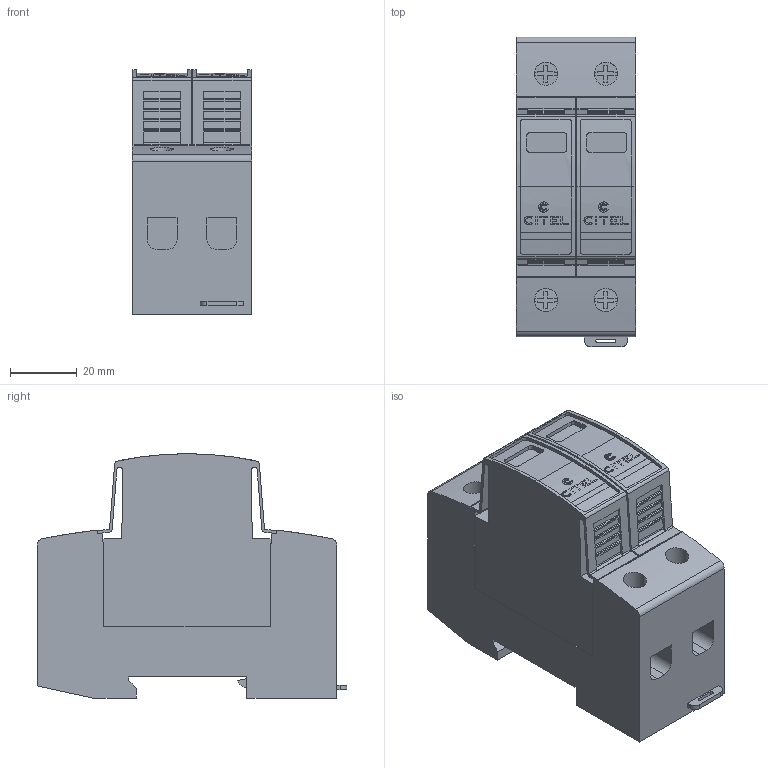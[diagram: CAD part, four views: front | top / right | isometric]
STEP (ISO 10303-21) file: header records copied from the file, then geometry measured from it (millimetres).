
FILE_DESCRIPTION(('STEP AP242'),'1');
FILE_NAME('dac50vg-11-275.stp','2021-11-08T13:06:03',('TraceParts'),('TraceParts S.A.'),'Spatial InterOp 3D',' ',' ');
FILE_SCHEMA(('AP242_MANAGED_MODEL_BASED_3D_ENGINEERING_MIM_LF {1 0 10303 442 1 1 4}'));
Length unit declared in the file: millimetre
Products named in the file (1): dac50vg-11-275
Bounding box: 36 x 93 x 73.5 mm (x, y, z)
Volume: 172714.8 mm3; surface area: 35019.8 mm2
Topology: 1 solids, 1 shells, 600 faces, 1669 edges, 1110 vertices
Faces by surface type: plane 442, cylinder 158
Entity records: 25363 total; most frequent: CARTESIAN_POINT 4846, ORIENTED_EDGE 3338, DIRECTION 3227, EDGE_CURVE 1669, LINE 1161, VECTOR 1161, VERTEX_POINT 1110, AXIS2_PLACEMENT_3D 1033
